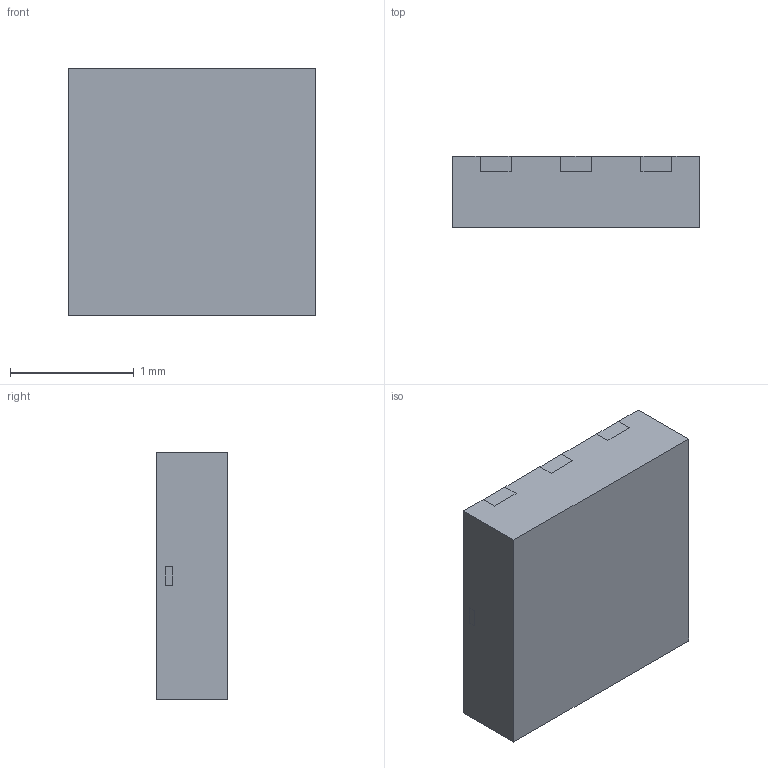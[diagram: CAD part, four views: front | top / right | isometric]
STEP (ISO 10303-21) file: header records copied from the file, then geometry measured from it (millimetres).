
FILE_DESCRIPTION(/* description */ ('Unknown'),/* implementation_level */ '2;1');
FILE_NAME(/* name */ 'DFN2020B-6',/* time_stamp */ '2023-05-18T08:51:31+08:00',/* author */ ('Unknown'),/* organization */ ('Unknown'),/* preprocessor_version */ 'ST-DEVELOPER v18.102',/* originating_system */ 'Solid Edge',/* authorisation */ 'Unknown');
FILE_SCHEMA (('AUTOMOTIVE_DESIGN {1 0 10303 214 3 1 1}'));
Length unit declared in the file: millimetre
Products named in the file (3): DFN2020B-6; COMPOUND; LF
Assembly tree (2 placements, depth 2):
  DFN2020B-6
    COMPOUND
    LF
Bounding box: 2 x 0.57 x 2 mm (x, y, z)
Volume: 2.3 mm3; surface area: 24.2 mm2
Topology: 7 solids, 7 shells, 230 faces, 648 edges, 432 vertices
Faces by surface type: plane 172, cylinder 58
Entity records: 8304 total; most frequent: CARTESIAN_POINT 1313, ORIENTED_EDGE 1296, DIRECTION 1230, EDGE_CURVE 648, LINE 532, VECTOR 532, VERTEX_POINT 432, AXIS2_PLACEMENT_3D 349
